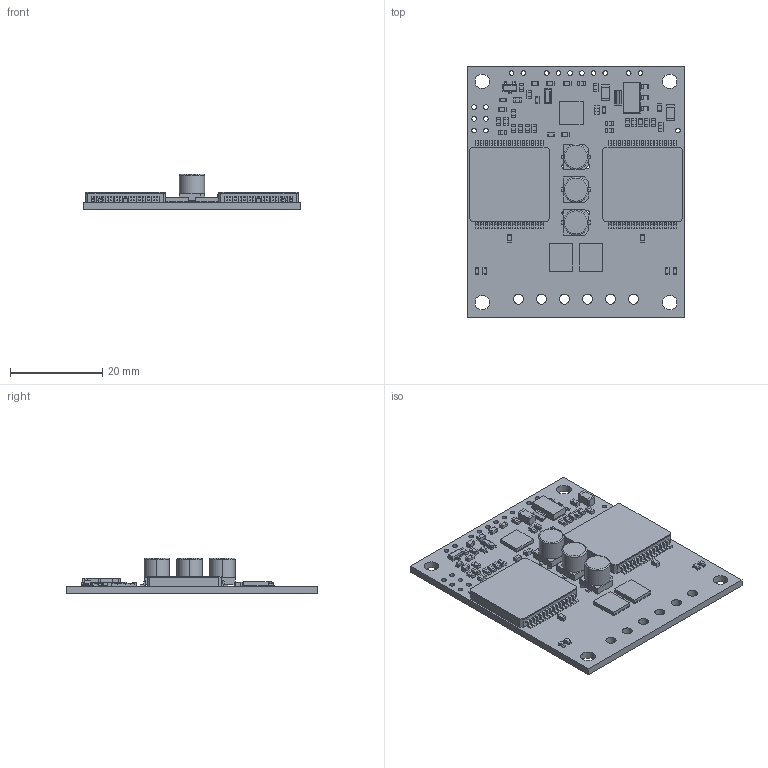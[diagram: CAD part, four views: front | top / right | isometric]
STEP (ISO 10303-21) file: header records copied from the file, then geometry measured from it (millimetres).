
FILE_DESCRIPTION (( 'STEP AP214' ), '1' );
FILE_NAME ('pololu-qik-2s15v9-dual-serial-motor-controller.STEP', '2021-08-13T20:10:23', ( '' ), ( '' ), 'SwSTEP 2.0', 'SolidWorks 2021', '' );
FILE_SCHEMA (( 'AUTOMOTIVE_DESIGN' ));
Length unit declared in the file: inch
Products named in the file (1): pololu-qik-2s15v9-dual-serial-motor-controller
Bounding box: 47.24 x 54.61 x 7.67 mm (x, y, z)
Volume: 5857 mm3; surface area: 7058.1 mm2
Topology: 1 solids, 1 shells, 1870 faces, 5451 edges, 3588 vertices
Faces by surface type: plane 1430, cylinder 430, torus 10
Entity records: 86121 total; most frequent: CARTESIAN_POINT 11300, ORIENTED_EDGE 10902, DIRECTION 9873, EDGE_CURVE 5451, LINE 4511, VECTOR 4511, VERTEX_POINT 3588, AXIS2_PLACEMENT_3D 2681
